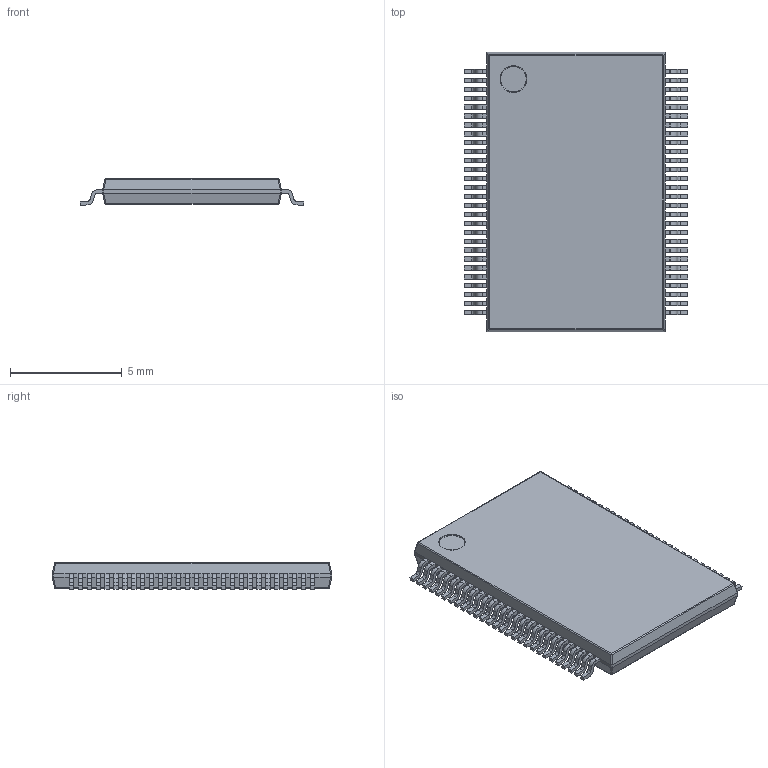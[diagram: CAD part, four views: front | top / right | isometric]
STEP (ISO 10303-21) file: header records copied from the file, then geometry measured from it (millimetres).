
FILE_DESCRIPTION (( 'STEP AP214' ), '1' );
FILE_NAME ('SOP40P1000X120-56N_JEDEC_MO-153JC.STEP', '2010-04-17T10:12:02', ( 'Sasa Jovanovic' ), ( 'S' ), 'SwSTEP 2.0', 'SolidWorks 2008', '' );
FILE_SCHEMA (( 'AUTOMOTIVE_DESIGN' ));
Length unit declared in the file: millimetre
Products named in the file (1): SOP40P1000X120-56N_JEDEC_MO-153JC
Bounding box: 10.02 x 12.5 x 1.2 mm (x, y, z)
Volume: 115 mm3; surface area: 289.5 mm2
Topology: 1 solids, 1 shells, 887 faces, 2402 edges, 1518 vertices
Faces by surface type: plane 575, cylinder 302, sphere 8, torus 2
Entity records: 37306 total; most frequent: CARTESIAN_POINT 4880, ORIENTED_EDGE 4804, DIRECTION 4746, EDGE_CURVE 2402, VECTOR 1786, LINE 1786, VERTEX_POINT 1518, AXIS2_PLACEMENT_3D 1480
